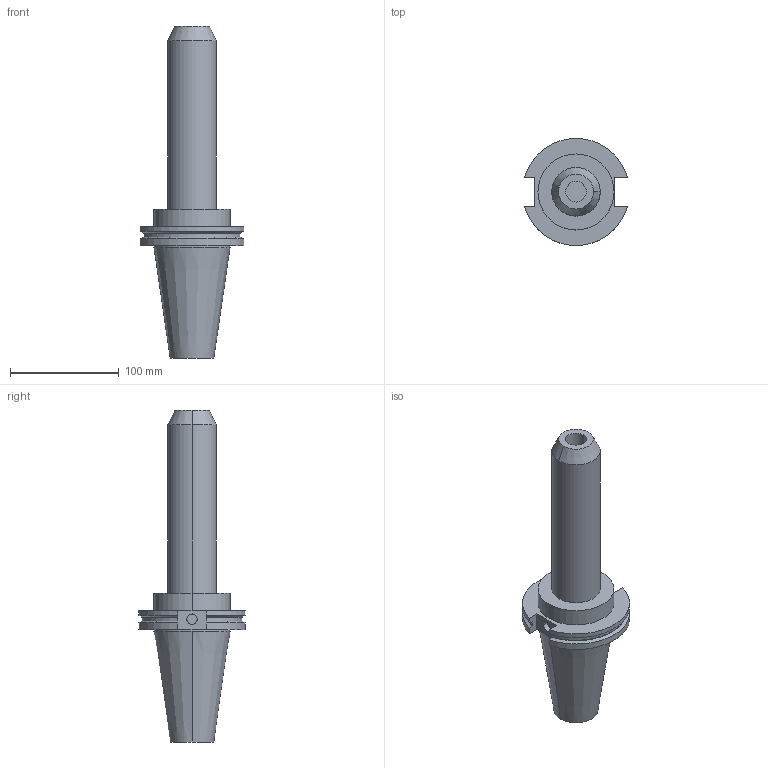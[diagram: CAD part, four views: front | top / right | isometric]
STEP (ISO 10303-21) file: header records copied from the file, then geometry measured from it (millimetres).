
FILE_DESCRIPTION (( 'STEP AP203' ), '1' );
FILE_NAME ('STP-SATE-44.653.64.800.STEP', '2021-05-24T03:36:30', ( '' ), ( '' ), 'SwSTEP 2.0', 'SolidWorks 2017', '' );
FILE_SCHEMA (( 'CONFIG_CONTROL_DESIGN' ));
Length unit declared in the file: millimetre
Products named in the file (1): STP-SATE-44.653.64.800
Bounding box: 94.95 x 98.05 x 304.8 mm (x, y, z)
Volume: 640457.5 mm3; surface area: 71218 mm2
Topology: 1 solids, 1 shells, 54 faces, 126 edges, 79 vertices
Faces by surface type: cylinder 22, plane 18, cone 14
Entity records: 1619 total; most frequent: CARTESIAN_POINT 282, DIRECTION 280, ORIENTED_EDGE 248, EDGE_CURVE 124, AXIS2_PLACEMENT_3D 109, VERTEX_POINT 79, VECTOR 62, LINE 62
